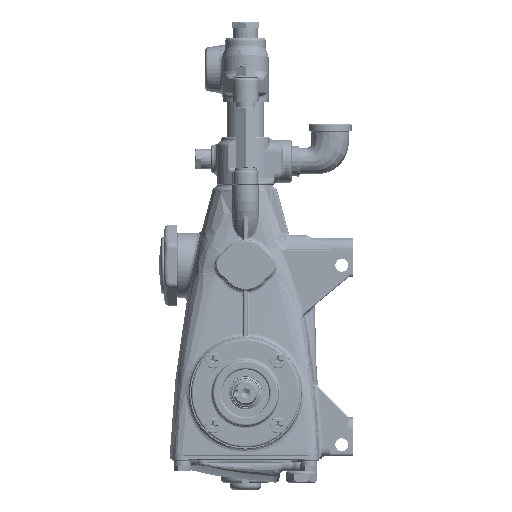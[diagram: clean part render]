
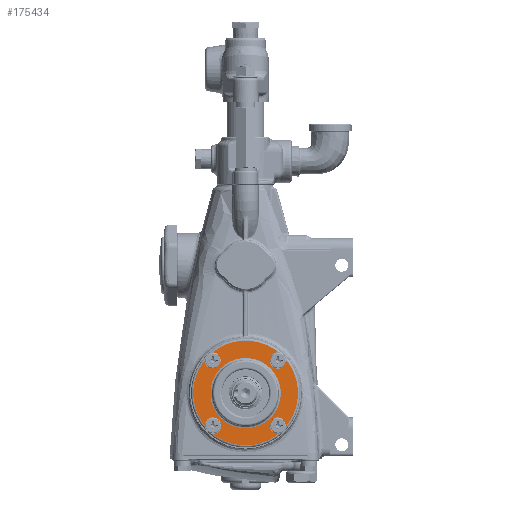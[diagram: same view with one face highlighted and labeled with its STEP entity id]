
A CAD part, left-side view. The second image highlights one B-rep face of the part: STEP entity #175434.
In plain terms, the highlighted planar face has unit normal (-1, 0, 0).
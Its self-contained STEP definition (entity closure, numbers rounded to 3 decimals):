
#2182 = ORIENTED_EDGE ( 'NONE', *, *, #179621, .T. ) ;
#2851 = DIRECTION ( 'NONE',  ( 0., 0.707, 0.707 ) ) ;
#3608 = CARTESIAN_POINT ( 'NONE',  ( -70.5, 20.365, -24.89 ) ) ;
#3971 = FACE_BOUND ( 'NONE', #185852, .T. ) ;
#4258 = ORIENTED_EDGE ( 'NONE', *, *, #156602, .T. ) ;
#4305 = CIRCLE ( 'NONE', #11309, 3.2 ) ;
#4367 = VERTEX_POINT ( 'NONE', #44969 ) ;
#7482 = VERTEX_POINT ( 'NONE', #78925 ) ;
#9502 = VERTEX_POINT ( 'NONE', #92648 ) ;
#9974 = CARTESIAN_POINT ( 'NONE',  ( -70.5, -22.627, 22.627 ) ) ;
#11259 = DIRECTION ( 'NONE',  ( 1., 0., 0. ) ) ;
#11309 = AXIS2_PLACEMENT_3D ( 'NONE', #60361, #175153, #179446 ) ;
#11313 = DIRECTION ( 'NONE',  ( 0., 0.707, 0.707 ) ) ;
#12986 = CIRCLE ( 'NONE', #189416, 3.2 ) ;
#13261 = EDGE_CURVE ( 'NONE', #47076, #140228, #52395, .T. ) ;
#14994 = CIRCLE ( 'NONE', #143074, 24.5 ) ;
#18621 = DIRECTION ( 'NONE',  ( 0., 0.707, 0.707 ) ) ;
#18674 = EDGE_LOOP ( 'NONE', ( #153212, #197316 ) ) ;
#33822 = DIRECTION ( 'NONE',  ( 1., 0., 0. ) ) ;
#37273 = EDGE_CURVE ( 'NONE', #122666, #142427, #164055, .T. ) ;
#42986 = ORIENTED_EDGE ( 'NONE', *, *, #47170, .T. ) ;
#43785 = DIRECTION ( 'NONE',  ( 0., 0.707, 0.707 ) ) ;
#44293 = CARTESIAN_POINT ( 'NONE',  ( -70.5, 0., 0. ) ) ;
#44628 = AXIS2_PLACEMENT_3D ( 'NONE', #185026, #170887, #120025 ) ;
#44903 = ORIENTED_EDGE ( 'NONE', *, *, #58288, .T. ) ;
#44969 = CARTESIAN_POINT ( 'NONE',  ( -70.5, -17.324, -17.324 ) ) ;
#47076 = VERTEX_POINT ( 'NONE', #126643 ) ;
#47170 = EDGE_CURVE ( 'NONE', #191492, #9502, #92532, .T. ) ;
#48788 = FACE_BOUND ( 'NONE', #18674, .T. ) ;
#52395 = CIRCLE ( 'NONE', #173483, 3.2 ) ;
#56691 = EDGE_LOOP ( 'NONE', ( #136289, #197121 ) ) ;
#58288 = EDGE_CURVE ( 'NONE', #9502, #191492, #186434, .T. ) ;
#58303 = EDGE_LOOP ( 'NONE', ( #42986, #44903 ) ) ;
#60361 = CARTESIAN_POINT ( 'NONE',  ( -70.5, -22.627, -22.627 ) ) ;
#61524 = DIRECTION ( 'NONE',  ( 1., 0., 0. ) ) ;
#64213 = CIRCLE ( 'NONE', #71125, 3.2 ) ;
#64449 = VERTEX_POINT ( 'NONE', #144199 ) ;
#65032 = ORIENTED_EDGE ( 'NONE', *, *, #152107, .T. ) ;
#67445 = DIRECTION ( 'NONE',  ( 0., 0.707, 0.707 ) ) ;
#67985 = EDGE_CURVE ( 'NONE', #64449, #7482, #4305, .T. ) ;
#71000 = ORIENTED_EDGE ( 'NONE', *, *, #101587, .T. ) ;
#71125 = AXIS2_PLACEMENT_3D ( 'NONE', #143877, #61524, #2851 ) ;
#72927 = CIRCLE ( 'NONE', #100610, 3.2 ) ;
#75224 = CARTESIAN_POINT ( 'NONE',  ( -70.5, -22.627, 22.627 ) ) ;
#78925 = CARTESIAN_POINT ( 'NONE',  ( -70.5, -24.89, -24.89 ) ) ;
#85945 = EDGE_LOOP ( 'NONE', ( #87397, #2182 ) ) ;
#87397 = ORIENTED_EDGE ( 'NONE', *, *, #67985, .T. ) ;
#87433 = FACE_BOUND ( 'NONE', #58303, .T. ) ;
#90174 = CARTESIAN_POINT ( 'NONE',  ( -70.5, 17.324, 17.324 ) ) ;
#92532 = CIRCLE ( 'NONE', #213647, 3.2 ) ;
#92648 = CARTESIAN_POINT ( 'NONE',  ( -70.5, 20.365, 20.365 ) ) ;
#93029 = DIRECTION ( 'NONE',  ( 0., 0.707, 0.707 ) ) ;
#100610 = AXIS2_PLACEMENT_3D ( 'NONE', #75224, #11259, #43785 ) ;
#101587 = EDGE_CURVE ( 'NONE', #151590, #4367, #158075, .T. ) ;
#103684 = PLANE ( 'NONE',  #212676 ) ;
#108578 = DIRECTION ( 'NONE',  ( 0., 0.707, 0.707 ) ) ;
#110992 = DIRECTION ( 'NONE',  ( 1., 0., 0. ) ) ;
#116992 = ORIENTED_EDGE ( 'NONE', *, *, #37273, .T. ) ;
#118886 = CARTESIAN_POINT ( 'NONE',  ( -70.5, -16.263, 16.263 ) ) ;
#119951 = FACE_BOUND ( 'NONE', #85945, .T. ) ;
#120025 = DIRECTION ( 'NONE',  ( 0., 0.707, 0.707 ) ) ;
#121152 = CARTESIAN_POINT ( 'NONE',  ( -70.5, 25.809, 25.809 ) ) ;
#121671 = CIRCLE ( 'NONE', #135575, 36.5 ) ;
#122666 = VERTEX_POINT ( 'NONE', #179200 ) ;
#123208 = VERTEX_POINT ( 'NONE', #121152 ) ;
#125539 = CARTESIAN_POINT ( 'NONE',  ( -70.5, 22.627, 22.627 ) ) ;
#126643 = CARTESIAN_POINT ( 'NONE',  ( -70.5, 24.89, -20.365 ) ) ;
#132236 = FACE_OUTER_BOUND ( 'NONE', #56691, .T. ) ;
#135575 = AXIS2_PLACEMENT_3D ( 'NONE', #193057, #190890, #156238 ) ;
#136289 = ORIENTED_EDGE ( 'NONE', *, *, #203155, .T. ) ;
#140228 = VERTEX_POINT ( 'NONE', #3608 ) ;
#141067 = EDGE_CURVE ( 'NONE', #140228, #47076, #64213, .T. ) ;
#142427 = VERTEX_POINT ( 'NONE', #207228 ) ;
#143074 = AXIS2_PLACEMENT_3D ( 'NONE', #199637, #181216, #67445 ) ;
#143877 = CARTESIAN_POINT ( 'NONE',  ( -70.5, 22.627, -22.627 ) ) ;
#144199 = CARTESIAN_POINT ( 'NONE',  ( -70.5, -20.365, -20.365 ) ) ;
#146316 = CIRCLE ( 'NONE', #191292, 36.5 ) ;
#146772 = AXIS2_PLACEMENT_3D ( 'NONE', #9974, #172524, #108578 ) ;
#148380 = DIRECTION ( 'NONE',  ( 0., 0.707, 0.707 ) ) ;
#148657 = CARTESIAN_POINT ( 'NONE',  ( -70.5, 22.627, -22.627 ) ) ;
#151590 = VERTEX_POINT ( 'NONE', #90174 ) ;
#151938 = CARTESIAN_POINT ( 'NONE',  ( -70.5, -25.809, -25.809 ) ) ;
#152107 = EDGE_CURVE ( 'NONE', #142427, #122666, #72927, .T. ) ;
#153212 = ORIENTED_EDGE ( 'NONE', *, *, #13261, .T. ) ;
#156238 = DIRECTION ( 'NONE',  ( 0., 0.707, 0.707 ) ) ;
#156259 = EDGE_LOOP ( 'NONE', ( #71000, #4258 ) ) ;
#156602 = EDGE_CURVE ( 'NONE', #4367, #151590, #14994, .T. ) ;
#157594 = CARTESIAN_POINT ( 'NONE',  ( -70.5, -22.627, -22.627 ) ) ;
#158075 = CIRCLE ( 'NONE', #161501, 24.5 ) ;
#159100 = DIRECTION ( 'NONE',  ( 0., 0.707, 0.707 ) ) ;
#161501 = AXIS2_PLACEMENT_3D ( 'NONE', #193947, #178764, #148380 ) ;
#162669 = CARTESIAN_POINT ( 'NONE',  ( -70.5, 24.89, 24.89 ) ) ;
#164055 = CIRCLE ( 'NONE', #146772, 3.2 ) ;
#170778 = EDGE_CURVE ( 'NONE', #184937, #123208, #146316, .T. ) ;
#170887 = DIRECTION ( 'NONE',  ( 1., 0., 0. ) ) ;
#172524 = DIRECTION ( 'NONE',  ( 1., 0., 0. ) ) ;
#173483 = AXIS2_PLACEMENT_3D ( 'NONE', #148657, #33822, #18621 ) ;
#175153 = DIRECTION ( 'NONE',  ( 1., 0., 0. ) ) ;
#175339 = DIRECTION ( 'NONE',  ( 1., 0., 0. ) ) ;
#175366 = DIRECTION ( 'NONE',  ( -1., 0., 0. ) ) ;
#175434 = ADVANCED_FACE ( 'NONE', ( #87433, #48788, #119951, #3971, #132236, #186016 ), #103684, .F. ) ;
#178764 = DIRECTION ( 'NONE',  ( 1., 0., 0. ) ) ;
#179200 = CARTESIAN_POINT ( 'NONE',  ( -70.5, -24.89, 20.365 ) ) ;
#179446 = DIRECTION ( 'NONE',  ( 0., 0.707, 0.707 ) ) ;
#179621 = EDGE_CURVE ( 'NONE', #7482, #64449, #12986, .T. ) ;
#180962 = DIRECTION ( 'NONE',  ( 0., 0.707, 0.707 ) ) ;
#181216 = DIRECTION ( 'NONE',  ( 1., 0., 0. ) ) ;
#184937 = VERTEX_POINT ( 'NONE', #151938 ) ;
#185026 = CARTESIAN_POINT ( 'NONE',  ( -70.5, 22.627, 22.627 ) ) ;
#185852 = EDGE_LOOP ( 'NONE', ( #65032, #116992 ) ) ;
#186016 = FACE_BOUND ( 'NONE', #156259, .T. ) ;
#186434 = CIRCLE ( 'NONE', #44628, 3.2 ) ;
#189416 = AXIS2_PLACEMENT_3D ( 'NONE', #157594, #110992, #11313 ) ;
#190890 = DIRECTION ( 'NONE',  ( -1., 0., 0. ) ) ;
#191292 = AXIS2_PLACEMENT_3D ( 'NONE', #44293, #175366, #159100 ) ;
#191492 = VERTEX_POINT ( 'NONE', #162669 ) ;
#193057 = CARTESIAN_POINT ( 'NONE',  ( -70.5, 0., 0. ) ) ;
#193947 = CARTESIAN_POINT ( 'NONE',  ( -70.5, 0., 0. ) ) ;
#197121 = ORIENTED_EDGE ( 'NONE', *, *, #170778, .T. ) ;
#197316 = ORIENTED_EDGE ( 'NONE', *, *, #141067, .T. ) ;
#198299 = DIRECTION ( 'NONE',  ( 1., 0., 0. ) ) ;
#199637 = CARTESIAN_POINT ( 'NONE',  ( -70.5, 0., 0. ) ) ;
#203155 = EDGE_CURVE ( 'NONE', #123208, #184937, #121671, .T. ) ;
#207228 = CARTESIAN_POINT ( 'NONE',  ( -70.5, -20.365, 24.89 ) ) ;
#212676 = AXIS2_PLACEMENT_3D ( 'NONE', #118886, #198299, #180962 ) ;
#213647 = AXIS2_PLACEMENT_3D ( 'NONE', #125539, #175339, #93029 ) ;
